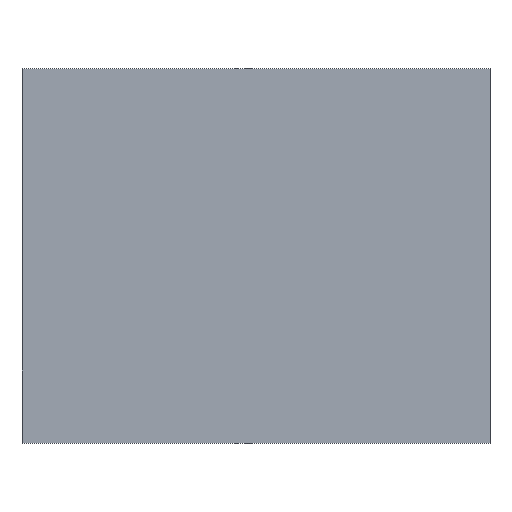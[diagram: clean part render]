
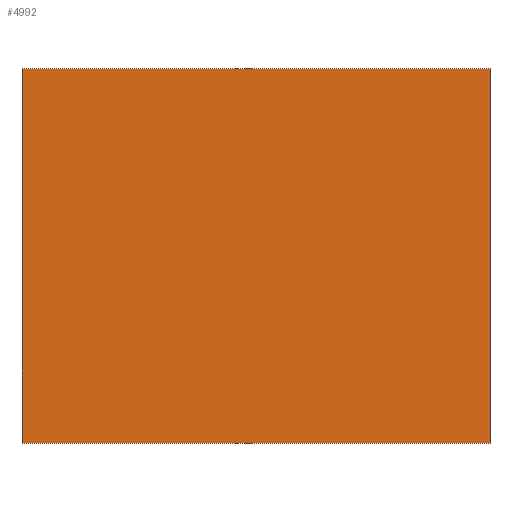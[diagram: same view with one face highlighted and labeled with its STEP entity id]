
A CAD part, top view. The second image highlights one B-rep face of the part: STEP entity #4992.
In plain terms, the highlighted planar face has unit normal (0, 0, 1).
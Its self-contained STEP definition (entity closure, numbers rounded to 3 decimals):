
#4874=CARTESIAN_POINT('Line Origine',(2344.47,0.,682.06)) ;
#4878=CARTESIAN_POINT('Vertex',(2344.47,-2000.,682.06)) ;
#4880=CARTESIAN_POINT('Vertex',(2344.47,2000.,682.06)) ;
#4949=CARTESIAN_POINT('Vertex',(-2655.53,-2000.,682.06)) ;
#4952=CARTESIAN_POINT('Line Origine',(-2655.53,0.,682.06)) ;
#4956=CARTESIAN_POINT('Vertex',(-2655.53,2000.,682.06)) ;
#4971=CARTESIAN_POINT('Axis2P3D Location',(2344.47,0.,682.06)) ;
#4976=CARTESIAN_POINT('Line Origine',(-155.53,-2000.,682.06)) ;
#4981=CARTESIAN_POINT('Line Origine',(-155.53,2000.,682.06)) ;
#4875=DIRECTION('Vector Direction',(0.,1.,0.)) ;
#4953=DIRECTION('Vector Direction',(0.,1.,0.)) ;
#4972=DIRECTION('Axis2P3D Direction',(0.,0.,-1.)) ;
#4973=DIRECTION('Axis2P3D XDirection',(-1.,0.,0.)) ;
#4977=DIRECTION('Vector Direction',(-1.,0.,0.)) ;
#4982=DIRECTION('Vector Direction',(-1.,0.,0.)) ;
#4974=AXIS2_PLACEMENT_3D('Plane Axis2P3D',#4971,#4972,#4973) ;
#4987=ORIENTED_EDGE('',*,*,#4958,.F.) ;
#4988=ORIENTED_EDGE('',*,*,#4980,.T.) ;
#4989=ORIENTED_EDGE('',*,*,#4882,.T.) ;
#4990=ORIENTED_EDGE('',*,*,#4985,.F.) ;
#4876=VECTOR('Line Direction',#4875,1.) ;
#4954=VECTOR('Line Direction',#4953,1.) ;
#4978=VECTOR('Line Direction',#4977,1.) ;
#4983=VECTOR('Line Direction',#4982,1.) ;
#4992=ADVANCED_FACE('',(#4991),#4975,.F.) ;
#4882=EDGE_CURVE('',#4879,#4881,#4877,.T.) ;
#4958=EDGE_CURVE('',#4950,#4957,#4955,.T.) ;
#4980=EDGE_CURVE('',#4950,#4879,#4979,.F.) ;
#4985=EDGE_CURVE('',#4957,#4881,#4984,.F.) ;
#4986=EDGE_LOOP('',(#4987,#4988,#4989,#4990)) ;
#4991=FACE_OUTER_BOUND('',#4986,.T.) ;
#4877=LINE('Line',#4874,#4876) ;
#4955=LINE('Line',#4952,#4954) ;
#4979=LINE('Line',#4976,#4978) ;
#4984=LINE('Line',#4981,#4983) ;
#4975=PLANE('Plane',#4974) ;
#4879=VERTEX_POINT('',#4878) ;
#4881=VERTEX_POINT('',#4880) ;
#4950=VERTEX_POINT('',#4949) ;
#4957=VERTEX_POINT('',#4956) ;
